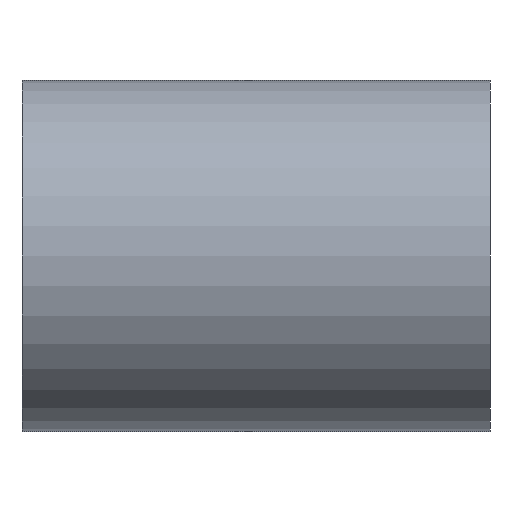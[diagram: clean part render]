
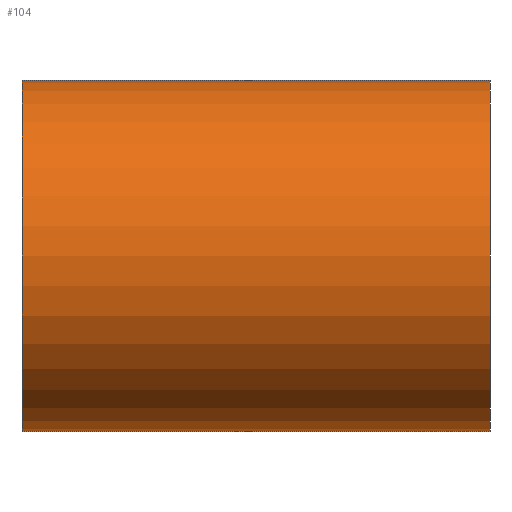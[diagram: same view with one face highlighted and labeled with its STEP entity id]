
A CAD part, left-side view. The second image highlights one B-rep face of the part: STEP entity #104.
In plain terms, the highlighted cylindrical face has radius 15 mm (diameter 30 mm), a partial arc.
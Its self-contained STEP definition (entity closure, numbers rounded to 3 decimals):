
#2 = DIRECTION ( 'NONE',  ( 0., 0., 1. ) ) ;
#5 = CIRCLE ( 'NONE', #67, 15. ) ;
#10 = DIRECTION ( 'NONE',  ( 0., -1., 0. ) ) ;
#15 = VERTEX_POINT ( 'NONE', #173 ) ;
#19 = ORIENTED_EDGE ( 'NONE', *, *, #65, .T. ) ;
#28 = DIRECTION ( 'NONE',  ( 0., -1., 0. ) ) ;
#48 = LINE ( 'NONE', #101, #223 ) ;
#59 = CARTESIAN_POINT ( 'NONE',  ( 0., 40., -15. ) ) ;
#64 = VERTEX_POINT ( 'NONE', #115 ) ;
#65 = EDGE_CURVE ( 'NONE', #216, #111, #230, .T. ) ;
#66 = CYLINDRICAL_SURFACE ( 'NONE', #83, 15. ) ;
#67 = AXIS2_PLACEMENT_3D ( 'NONE', #140, #159, #2 ) ;
#68 = CIRCLE ( 'NONE', #142, 15. ) ;
#83 = AXIS2_PLACEMENT_3D ( 'NONE', #245, #10, #196 ) ;
#91 = VECTOR ( 'NONE', #113, 1000. ) ;
#101 = CARTESIAN_POINT ( 'NONE',  ( 0., 40., 15. ) ) ;
#104 = ADVANCED_FACE ( 'NONE', ( #218 ), #66, .T. ) ;
#105 = CARTESIAN_POINT ( 'NONE',  ( 0., 40., -15. ) ) ;
#111 = VERTEX_POINT ( 'NONE', #141 ) ;
#113 = DIRECTION ( 'NONE',  ( 0., -1., 0. ) ) ;
#115 = CARTESIAN_POINT ( 'NONE',  ( 0., 40., 15. ) ) ;
#131 = EDGE_CURVE ( 'NONE', #216, #64, #5, .T. ) ;
#138 = CARTESIAN_POINT ( 'NONE',  ( 0., 0., 0. ) ) ;
#140 = CARTESIAN_POINT ( 'NONE',  ( 0., 40., 0. ) ) ;
#141 = CARTESIAN_POINT ( 'NONE',  ( 0., 0., -15. ) ) ;
#142 = AXIS2_PLACEMENT_3D ( 'NONE', #138, #158, #180 ) ;
#149 = ORIENTED_EDGE ( 'NONE', *, *, #229, .F. ) ;
#158 = DIRECTION ( 'NONE',  ( 0., 1., 0. ) ) ;
#159 = DIRECTION ( 'NONE',  ( 0., 1., 0. ) ) ;
#173 = CARTESIAN_POINT ( 'NONE',  ( 0., 0., 15. ) ) ;
#180 = DIRECTION ( 'NONE',  ( 0., 0., 1. ) ) ;
#196 = DIRECTION ( 'NONE',  ( 0., 0., -1. ) ) ;
#211 = ORIENTED_EDGE ( 'NONE', *, *, #131, .F. ) ;
#216 = VERTEX_POINT ( 'NONE', #105 ) ;
#217 = EDGE_LOOP ( 'NONE', ( #149, #211, #19, #224 ) ) ;
#218 = FACE_OUTER_BOUND ( 'NONE', #217, .T. ) ;
#223 = VECTOR ( 'NONE', #28, 1000. ) ;
#224 = ORIENTED_EDGE ( 'NONE', *, *, #238, .T. ) ;
#229 = EDGE_CURVE ( 'NONE', #64, #15, #48, .T. ) ;
#230 = LINE ( 'NONE', #59, #91 ) ;
#238 = EDGE_CURVE ( 'NONE', #111, #15, #68, .T. ) ;
#245 = CARTESIAN_POINT ( 'NONE',  ( 0., 40., 0. ) ) ;
